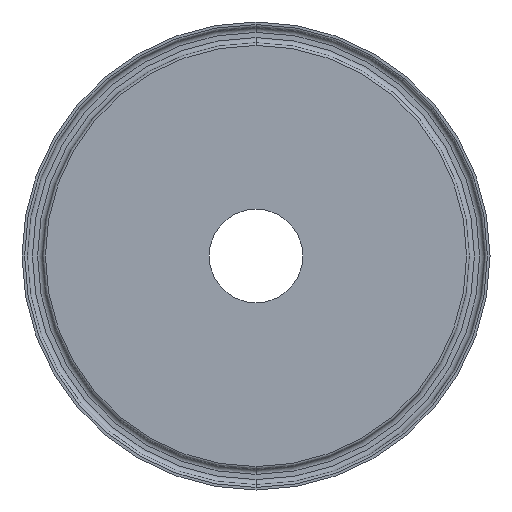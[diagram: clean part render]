
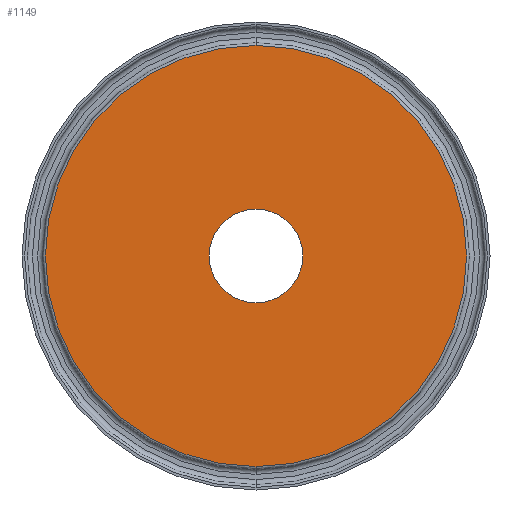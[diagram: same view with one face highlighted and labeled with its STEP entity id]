
A CAD part, front view. The second image highlights one B-rep face of the part: STEP entity #1149.
In plain terms, the highlighted planar face has unit normal (0, -1, 0).
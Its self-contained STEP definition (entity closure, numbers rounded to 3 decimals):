
#35 = CARTESIAN_POINT ( 'NONE',  ( 0., 0., 9. ) ) ;
#40 = CIRCLE ( 'NONE', #425, 9. ) ;
#89 = VERTEX_POINT ( 'NONE', #35 ) ;
#100 = ORIENTED_EDGE ( 'NONE', *, *, #701, .T. ) ;
#152 = DIRECTION ( 'NONE',  ( 0., 0., 1. ) ) ;
#188 = DIRECTION ( 'NONE',  ( 0., 1., 0. ) ) ;
#272 = DIRECTION ( 'NONE',  ( 0., 0., 1. ) ) ;
#326 = FACE_OUTER_BOUND ( 'NONE', #1034, .T. ) ;
#349 = AXIS2_PLACEMENT_3D ( 'NONE', #1361, #188, #988 ) ;
#399 = CARTESIAN_POINT ( 'NONE',  ( 0., 0., -40.5 ) ) ;
#425 = AXIS2_PLACEMENT_3D ( 'NONE', #1538, #1421, #763 ) ;
#528 = DIRECTION ( 'NONE',  ( 0., 0., 1. ) ) ;
#556 = CARTESIAN_POINT ( 'NONE',  ( 0., 0., 0. ) ) ;
#614 = VERTEX_POINT ( 'NONE', #1681 ) ;
#631 = VERTEX_POINT ( 'NONE', #399 ) ;
#675 = CARTESIAN_POINT ( 'NONE',  ( 0., 0., 0. ) ) ;
#701 = EDGE_CURVE ( 'NONE', #89, #614, #1082, .T. ) ;
#702 = DIRECTION ( 'NONE',  ( 0., -1., 0. ) ) ;
#737 = CARTESIAN_POINT ( 'NONE',  ( 0., 0., 40.5 ) ) ;
#763 = DIRECTION ( 'NONE',  ( 0., 0., 1. ) ) ;
#770 = EDGE_CURVE ( 'NONE', #1062, #631, #1010, .T. ) ;
#776 = ORIENTED_EDGE ( 'NONE', *, *, #1233, .T. ) ;
#841 = FACE_BOUND ( 'NONE', #1155, .T. ) ;
#850 = PLANE ( 'NONE',  #349 ) ;
#914 = ORIENTED_EDGE ( 'NONE', *, *, #1374, .T. ) ;
#988 = DIRECTION ( 'NONE',  ( 0., 0., 1. ) ) ;
#1010 = CIRCLE ( 'NONE', #1351, 40.5 ) ;
#1034 = EDGE_LOOP ( 'NONE', ( #1130, #914 ) ) ;
#1062 = VERTEX_POINT ( 'NONE', #737 ) ;
#1078 = DIRECTION ( 'NONE',  ( 0., -1., 0. ) ) ;
#1082 = CIRCLE ( 'NONE', #1384, 9. ) ;
#1130 = ORIENTED_EDGE ( 'NONE', *, *, #770, .T. ) ;
#1149 = ADVANCED_FACE ( 'NONE', ( #326, #841 ), #850, .F. ) ;
#1155 = EDGE_LOOP ( 'NONE', ( #100, #776 ) ) ;
#1233 = EDGE_CURVE ( 'NONE', #614, #89, #40, .T. ) ;
#1246 = AXIS2_PLACEMENT_3D ( 'NONE', #556, #1078, #528 ) ;
#1351 = AXIS2_PLACEMENT_3D ( 'NONE', #1445, #702, #272 ) ;
#1361 = CARTESIAN_POINT ( 'NONE',  ( 0., 0., 0. ) ) ;
#1374 = EDGE_CURVE ( 'NONE', #631, #1062, #1622, .T. ) ;
#1384 = AXIS2_PLACEMENT_3D ( 'NONE', #675, #1569, #152 ) ;
#1421 = DIRECTION ( 'NONE',  ( 0., 1., 0. ) ) ;
#1445 = CARTESIAN_POINT ( 'NONE',  ( 0., 0., 0. ) ) ;
#1538 = CARTESIAN_POINT ( 'NONE',  ( 0., 0., 0. ) ) ;
#1569 = DIRECTION ( 'NONE',  ( 0., 1., 0. ) ) ;
#1622 = CIRCLE ( 'NONE', #1246, 40.5 ) ;
#1681 = CARTESIAN_POINT ( 'NONE',  ( 0., 0., -9. ) ) ;
